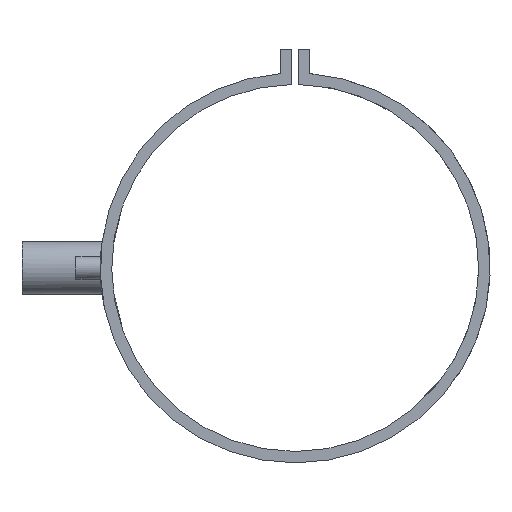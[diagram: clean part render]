
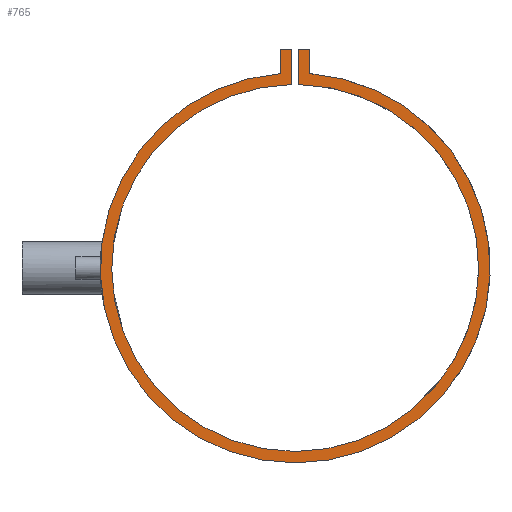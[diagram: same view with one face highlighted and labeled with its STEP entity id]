
A CAD part, left-side view. The second image highlights one B-rep face of the part: STEP entity #765.
In plain terms, the highlighted planar face has unit normal (-1, 0, 0).
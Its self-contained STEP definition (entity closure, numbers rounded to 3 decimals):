
#2 = EDGE_CURVE ( 'NONE', #1636, #1025, #633, .T. ) ;
#26 = EDGE_CURVE ( 'NONE', #1025, #1213, #785, .T. ) ;
#70 = DIRECTION ( 'NONE',  ( 0., 0., -1. ) ) ;
#86 = VERTEX_POINT ( 'NONE', #671 ) ;
#88 = ORIENTED_EDGE ( 'NONE', *, *, #1482, .F. ) ;
#107 = DIRECTION ( 'NONE',  ( 0., -1., 0. ) ) ;
#135 = CARTESIAN_POINT ( 'NONE',  ( -80., -2., 134.161 ) ) ;
#149 = LINE ( 'NONE', #1125, #1318 ) ;
#176 = ORIENTED_EDGE ( 'NONE', *, *, #1003, .F. ) ;
#180 = VECTOR ( 'NONE', #631, 1000. ) ;
#190 = CARTESIAN_POINT ( 'NONE',  ( -80., 9., 134.161 ) ) ;
#217 = DIRECTION ( 'NONE',  ( 0., 0., -1. ) ) ;
#281 = CARTESIAN_POINT ( 'NONE',  ( -80., 0., 0. ) ) ;
#291 = EDGE_CURVE ( 'NONE', #422, #1289, #376, .T. ) ;
#360 = DIRECTION ( 'NONE',  ( 0., 0., 1. ) ) ;
#376 = LINE ( 'NONE', #939, #707 ) ;
#380 = ORIENTED_EDGE ( 'NONE', *, *, #2, .F. ) ;
#406 = CARTESIAN_POINT ( 'NONE',  ( -80., -9., 134.161 ) ) ;
#422 = VERTEX_POINT ( 'NONE', #135 ) ;
#467 = CARTESIAN_POINT ( 'NONE',  ( -80., -9., 134.161 ) ) ;
#483 = CARTESIAN_POINT ( 'NONE',  ( -80., 0., 0. ) ) ;
#500 = CARTESIAN_POINT ( 'NONE',  ( -80., 9., 134.161 ) ) ;
#582 = CARTESIAN_POINT ( 'NONE',  ( -80., 0., 0. ) ) ;
#599 = ORIENTED_EDGE ( 'NONE', *, *, #705, .F. ) ;
#631 = DIRECTION ( 'NONE',  ( 0., 0., -1. ) ) ;
#633 = LINE ( 'NONE', #500, #856 ) ;
#637 = DIRECTION ( 'NONE',  ( 1., 0., 0. ) ) ;
#671 = CARTESIAN_POINT ( 'NONE',  ( -80., 2., 112.482 ) ) ;
#676 = LINE ( 'NONE', #1746, #978 ) ;
#704 = CARTESIAN_POINT ( 'NONE',  ( -80., -9., 119.161 ) ) ;
#705 = EDGE_CURVE ( 'NONE', #1213, #86, #149, .T. ) ;
#707 = VECTOR ( 'NONE', #1748, 1000. ) ;
#736 = DIRECTION ( 'NONE',  ( 1., 0., 0. ) ) ;
#755 = PLANE ( 'NONE',  #1780 ) ;
#765 = ADVANCED_FACE ( 'NONE', ( #1712 ), #755, .F. ) ;
#785 = LINE ( 'NONE', #1339, #1546 ) ;
#842 = VERTEX_POINT ( 'NONE', #1172 ) ;
#856 = VECTOR ( 'NONE', #360, 1000. ) ;
#922 = CIRCLE ( 'NONE', #1432, 112.5 ) ;
#939 = CARTESIAN_POINT ( 'NONE',  ( -80., -2., 134.161 ) ) ;
#951 = AXIS2_PLACEMENT_3D ( 'NONE', #582, #637, #217 ) ;
#978 = VECTOR ( 'NONE', #1377, 1000. ) ;
#983 = CARTESIAN_POINT ( 'NONE',  ( -80., 2., 134.161 ) ) ;
#1003 = EDGE_CURVE ( 'NONE', #1289, #1506, #1329, .T. ) ;
#1025 = VERTEX_POINT ( 'NONE', #190 ) ;
#1125 = CARTESIAN_POINT ( 'NONE',  ( -80., 2., 134.161 ) ) ;
#1172 = CARTESIAN_POINT ( 'NONE',  ( -80., -2., 112.482 ) ) ;
#1174 = ORIENTED_EDGE ( 'NONE', *, *, #1738, .F. ) ;
#1213 = VERTEX_POINT ( 'NONE', #983 ) ;
#1289 = VERTEX_POINT ( 'NONE', #406 ) ;
#1318 = VECTOR ( 'NONE', #1534, 1000. ) ;
#1329 = LINE ( 'NONE', #467, #180 ) ;
#1339 = CARTESIAN_POINT ( 'NONE',  ( -80., 9., 134.161 ) ) ;
#1377 = DIRECTION ( 'NONE',  ( 0., 0., 1. ) ) ;
#1396 = DIRECTION ( 'NONE',  ( -1., 0., 0. ) ) ;
#1432 = AXIS2_PLACEMENT_3D ( 'NONE', #281, #1396, #1654 ) ;
#1461 = ORIENTED_EDGE ( 'NONE', *, *, #291, .F. ) ;
#1482 = EDGE_CURVE ( 'NONE', #86, #842, #922, .T. ) ;
#1506 = VERTEX_POINT ( 'NONE', #704 ) ;
#1534 = DIRECTION ( 'NONE',  ( 0., 0., -1. ) ) ;
#1546 = VECTOR ( 'NONE', #107, 1000. ) ;
#1605 = EDGE_CURVE ( 'NONE', #1506, #1636, #1610, .T. ) ;
#1610 = CIRCLE ( 'NONE', #951, 119.5 ) ;
#1636 = VERTEX_POINT ( 'NONE', #1638 ) ;
#1638 = CARTESIAN_POINT ( 'NONE',  ( -80., 9., 119.161 ) ) ;
#1654 = DIRECTION ( 'NONE',  ( 0., 0., -1. ) ) ;
#1712 = FACE_OUTER_BOUND ( 'NONE', #1799, .T. ) ;
#1731 = ORIENTED_EDGE ( 'NONE', *, *, #26, .F. ) ;
#1738 = EDGE_CURVE ( 'NONE', #842, #422, #676, .T. ) ;
#1746 = CARTESIAN_POINT ( 'NONE',  ( -80., -2., 134.161 ) ) ;
#1748 = DIRECTION ( 'NONE',  ( 0., -1., 0. ) ) ;
#1780 = AXIS2_PLACEMENT_3D ( 'NONE', #483, #736, #70 ) ;
#1782 = ORIENTED_EDGE ( 'NONE', *, *, #1605, .F. ) ;
#1799 = EDGE_LOOP ( 'NONE', ( #1782, #176, #1461, #1174, #88, #599, #1731, #380 ) ) ;
